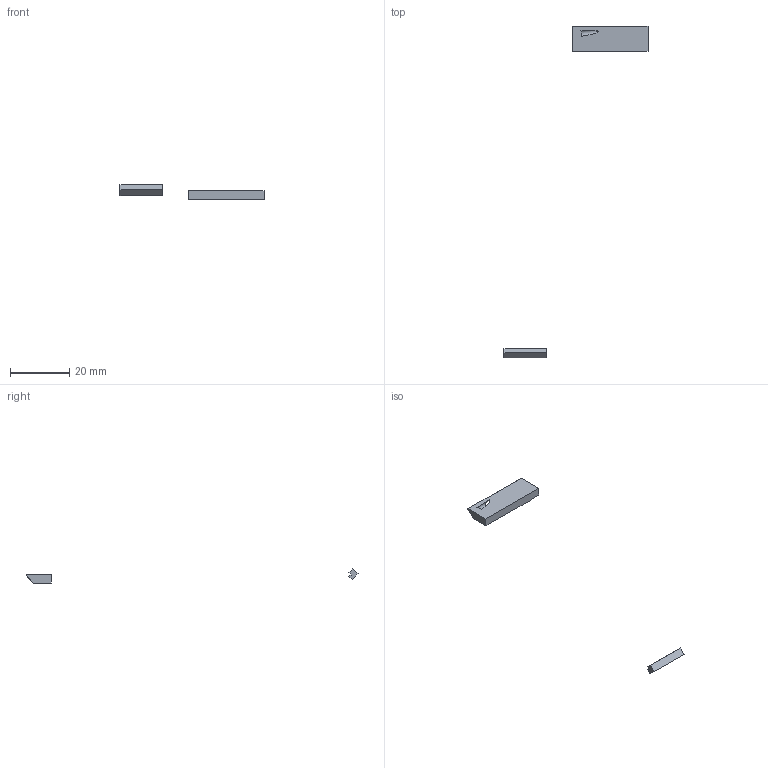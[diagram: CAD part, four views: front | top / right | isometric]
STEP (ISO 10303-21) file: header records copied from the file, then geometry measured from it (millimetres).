
FILE_DESCRIPTION(/* description */ ('STEP AP242','CAx-IF Rec.Pracs.---Representation and Presentation of Product Manufacturing Information (PMI)---4.0---2014-10-13','CAx-IF Rec.Pracs.---3D Tessellated Geometry---0.4---2014-09-14','2;1'),/* implementation_level */ '2;1');
FILE_NAME(/* name */ '62f16e03a241f4642321cbba',/* time_stamp */ '2022-08-08T20:11:48+00:00',/* author */ (''),/* organization */ (''),/* preprocessor_version */ 'ST-DEVELOPER v18.102',/* originating_system */ ' ',/* authorisation */ ' ');
FILE_SCHEMA (('AP242_MANAGED_MODEL_BASED_3D_ENGINEERING_MIM_LF { 1 0 10303 442 1 1 4 }'));
Length unit declared in the file: metre
Products named in the file (2): Part 18; Part 17
Bounding box: 48.5 x 111.82 x 4.92 mm (x, y, z)
Volume: 581.6 mm3; surface area: 776 mm2
Topology: 2 solids, 2 shells, 25 faces, 62 edges, 41 vertices
Faces by surface type: plane 24, cylinder 1
Full cylindrical faces by diameter (mm): 2 x1
Entity records: 770 total; most frequent: CARTESIAN_POINT 127, ORIENTED_EDGE 120, DIRECTION 118, EDGE_CURVE 60, LINE 56, VECTOR 56, VERTEX_POINT 40, AXIS2_PLACEMENT_3D 31
